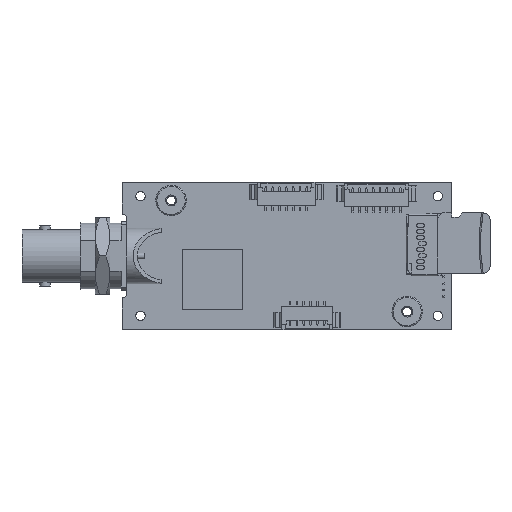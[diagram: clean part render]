
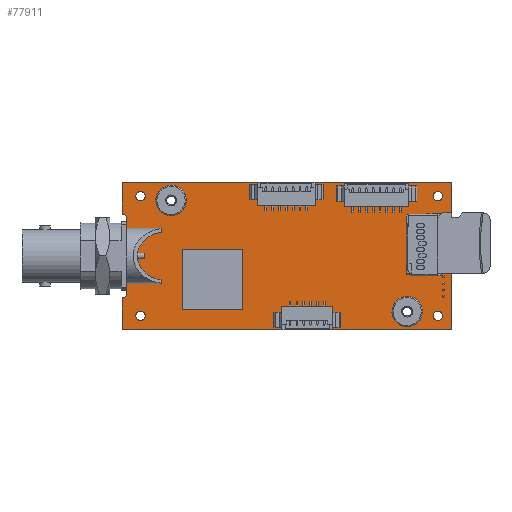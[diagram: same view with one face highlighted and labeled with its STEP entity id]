
A CAD part, front view. The second image highlights one B-rep face of the part: STEP entity #77911.
In plain terms, the highlighted planar face has unit normal (0, -1, 0).
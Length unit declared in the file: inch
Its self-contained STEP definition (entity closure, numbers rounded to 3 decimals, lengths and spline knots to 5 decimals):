
#17635 = AXIS2_PLACEMENT_3D ( 'NONE', #30575, #30578, #30580 ) ;
#17636 = AXIS2_PLACEMENT_3D ( 'NONE', #30586, #30589, #30590 ) ;
#17639 = AXIS2_PLACEMENT_3D ( 'NONE', #30596, #30598, #30600 ) ;
#17641 = AXIS2_PLACEMENT_3D ( 'NONE', #30605, #30608, #30611 ) ;
#17643 = AXIS2_PLACEMENT_3D ( 'NONE', #30617, #30619, #30621 ) ;
#17646 = AXIS2_PLACEMENT_3D ( 'NONE', #30628, #30629, #30632 ) ;
#17648 = AXIS2_PLACEMENT_3D ( 'NONE', #30639, #30641, #30644 ) ;
#17650 = AXIS2_PLACEMENT_3D ( 'NONE', #30649, #30652, #30654 ) ;
#17652 = AXIS2_PLACEMENT_3D ( 'NONE', #30688, #30691, #30693 ) ;
#28906 = LINE ( 'NONE', #30428, #28913 ) ;
#28910 = LINE ( 'NONE', #30648, #28967 ) ;
#28913 = VECTOR ( 'NONE', #30445, 39.37008 ) ;
#28940 = LINE ( 'NONE', #30625, #28963 ) ;
#28941 = LINE ( 'NONE', #30636, #28971 ) ;
#28948 = CIRCLE ( 'NONE', #17635, 0.01575 ) ;
#28950 = CIRCLE ( 'NONE', #17636, 0.09 ) ;
#28952 = CIRCLE ( 'NONE', #17639, 0.09 ) ;
#28954 = CIRCLE ( 'NONE', #17641, 0.03346 ) ;
#28956 = CIRCLE ( 'NONE', #17643, 0.03346 ) ;
#28958 = CIRCLE ( 'NONE', #17646, 0.03346 ) ;
#28960 = CIRCLE ( 'NONE', #17648, 0.03346 ) ;
#28962 = CIRCLE ( 'NONE', #17650, 0.03 ) ;
#28963 = VECTOR ( 'NONE', #30615, 39.37008 ) ;
#28965 = LINE ( 'NONE', #30657, #28974 ) ;
#28967 = VECTOR ( 'NONE', #30660, 39.37008 ) ;
#28969 = LINE ( 'NONE', #30663, #28976 ) ;
#28971 = VECTOR ( 'NONE', #30665, 39.37008 ) ;
#28973 = CIRCLE ( 'NONE', #17652, 0.03 ) ;
#28974 = VECTOR ( 'NONE', #30671, 39.37008 ) ;
#28976 = VECTOR ( 'NONE', #30676, 39.37008 ) ;
#30428 = CARTESIAN_POINT ( 'NONE',  ( 0., 0., 0. ) ) ;
#30445 = DIRECTION ( 'NONE',  ( 0., 0., 1. ) ) ;
#30575 = CARTESIAN_POINT ( 'NONE',  ( 2.24, 0., -0.53 ) ) ;
#30578 = DIRECTION ( 'NONE',  ( 0., 1., 0. ) ) ;
#30580 = DIRECTION ( 'NONE',  ( 0., 0., -1. ) ) ;
#30586 = CARTESIAN_POINT ( 'NONE',  ( 0.32, 0., -0.13 ) ) ;
#30589 = DIRECTION ( 'NONE',  ( 0., -1., 0. ) ) ;
#30590 = DIRECTION ( 'NONE',  ( 0., 0., -1. ) ) ;
#30596 = CARTESIAN_POINT ( 'NONE',  ( 2.02, 0., -0.93 ) ) ;
#30598 = DIRECTION ( 'NONE',  ( 0., -1., 0. ) ) ;
#30600 = DIRECTION ( 'NONE',  ( 0., 0., -1. ) ) ;
#30605 = CARTESIAN_POINT ( 'NONE',  ( 2.24, 0., -0.1 ) ) ;
#30608 = DIRECTION ( 'NONE',  ( 0., 1., 0. ) ) ;
#30611 = DIRECTION ( 'NONE',  ( 0., 0., -1. ) ) ;
#30615 = DIRECTION ( 'NONE',  ( 0., 0., 1. ) ) ;
#30617 = CARTESIAN_POINT ( 'NONE',  ( 0.1, 0., -0.1 ) ) ;
#30619 = DIRECTION ( 'NONE',  ( 0., 1., 0. ) ) ;
#30621 = DIRECTION ( 'NONE',  ( 0., 0., -1. ) ) ;
#30625 = CARTESIAN_POINT ( 'NONE',  ( -0.03, 0., -1.06 ) ) ;
#30628 = CARTESIAN_POINT ( 'NONE',  ( 0.1, 0., -0.96 ) ) ;
#30629 = DIRECTION ( 'NONE',  ( 0., 1., 0. ) ) ;
#30632 = DIRECTION ( 'NONE',  ( 0., 0., -1. ) ) ;
#30636 = CARTESIAN_POINT ( 'NONE',  ( 2.34, 0., 0. ) ) ;
#30639 = CARTESIAN_POINT ( 'NONE',  ( 2.24, 0., -0.96 ) ) ;
#30641 = DIRECTION ( 'NONE',  ( 0., 1., 0. ) ) ;
#30644 = DIRECTION ( 'NONE',  ( 0., 0., -1. ) ) ;
#30648 = CARTESIAN_POINT ( 'NONE',  ( 0., 0., -1.06 ) ) ;
#30649 = CARTESIAN_POINT ( 'NONE',  ( -0.03, 0., -0.8 ) ) ;
#30652 = DIRECTION ( 'NONE',  ( 0., -1., 0. ) ) ;
#30654 = DIRECTION ( 'NONE',  ( 0., 0., -1. ) ) ;
#30657 = CARTESIAN_POINT ( 'NONE',  ( 0., 0., 0. ) ) ;
#30660 = DIRECTION ( 'NONE',  ( -1., 0., 0. ) ) ;
#30663 = CARTESIAN_POINT ( 'NONE',  ( -0.03, 0., 0. ) ) ;
#30665 = DIRECTION ( 'NONE',  ( 0., 0., -1. ) ) ;
#30671 = DIRECTION ( 'NONE',  ( 1., 0., 0. ) ) ;
#30676 = DIRECTION ( 'NONE',  ( 0., 0., 1. ) ) ;
#30688 = CARTESIAN_POINT ( 'NONE',  ( -0.03, 0., -0.26 ) ) ;
#30691 = DIRECTION ( 'NONE',  ( 0., -1., 0. ) ) ;
#30693 = DIRECTION ( 'NONE',  ( 0., 0., -1. ) ) ;
#65284 = VERTEX_POINT ( 'NONE', #115703 ) ;
#65380 = VERTEX_POINT ( 'NONE', #115781 ) ;
#65572 = VERTEX_POINT ( 'NONE', #115938 ) ;
#66816 = VERTEX_POINT ( 'NONE', #121397 ) ;
#66838 = VERTEX_POINT ( 'NONE', #121420 ) ;
#66933 = VERTEX_POINT ( 'NONE', #121508 ) ;
#66941 = VERTEX_POINT ( 'NONE', #121516 ) ;
#66943 = VERTEX_POINT ( 'NONE', #121518 ) ;
#76508 = VERTEX_POINT ( 'NONE', #80561 ) ;
#76510 = VERTEX_POINT ( 'NONE', #80562 ) ;
#76514 = VERTEX_POINT ( 'NONE', #80564 ) ;
#76517 = VERTEX_POINT ( 'NONE', #80567 ) ;
#76520 = VERTEX_POINT ( 'NONE', #80568 ) ;
#76521 = VERTEX_POINT ( 'NONE', #80570 ) ;
#76524 = VERTEX_POINT ( 'NONE', #80572 ) ;
#77911 = ADVANCED_FACE ( 'NONE', ( #167016, #167020, #167017, #167019, #167018, #167021, #167022, #167023 ), #179307, .T. ) ;
#80561 = CARTESIAN_POINT ( 'NONE',  ( 2.24, 0., -0.54575 ) ) ;
#80562 = CARTESIAN_POINT ( 'NONE',  ( 0.32, 0., -0.22 ) ) ;
#80564 = CARTESIAN_POINT ( 'NONE',  ( 2.02, 0., -1.02 ) ) ;
#80567 = CARTESIAN_POINT ( 'NONE',  ( 2.24, 0., -0.13346 ) ) ;
#80568 = CARTESIAN_POINT ( 'NONE',  ( 0.1, 0., -0.13346 ) ) ;
#80570 = CARTESIAN_POINT ( 'NONE',  ( 0.1, 0., -0.99346 ) ) ;
#80572 = CARTESIAN_POINT ( 'NONE',  ( 2.24, 0., -0.99346 ) ) ;
#87199 = EDGE_LOOP ( 'NONE', ( #112641 ) ) ;
#87210 = EDGE_LOOP ( 'NONE', ( #112638 ) ) ;
#87222 = EDGE_LOOP ( 'NONE', ( #112644 ) ) ;
#87223 = EDGE_LOOP ( 'NONE', ( #112647 ) ) ;
#87224 = EDGE_LOOP ( 'NONE', ( #112650 ) ) ;
#87225 = EDGE_LOOP ( 'NONE', ( #112652 ) ) ;
#87226 = EDGE_LOOP ( 'NONE', ( #112654 ) ) ;
#87227 = EDGE_LOOP ( 'NONE', ( #112656, #112658, #112660, #112663, #112665, #112667, #112669, #112671 ) ) ;
#90817 = EDGE_CURVE ( 'NONE', #65284, #66816, #28906, .T. ) ;
#90849 = EDGE_CURVE ( 'NONE', #76508, #76508, #28948, .T. ) ;
#90851 = EDGE_CURVE ( 'NONE', #76510, #76510, #28950, .T. ) ;
#90853 = EDGE_CURVE ( 'NONE', #76514, #76514, #28952, .T. ) ;
#90855 = EDGE_CURVE ( 'NONE', #76517, #76517, #28954, .T. ) ;
#90857 = EDGE_CURVE ( 'NONE', #76520, #76520, #28956, .T. ) ;
#90860 = EDGE_CURVE ( 'NONE', #76521, #76521, #28958, .T. ) ;
#90862 = EDGE_CURVE ( 'NONE', #76524, #76524, #28960, .T. ) ;
#90864 = EDGE_CURVE ( 'NONE', #66933, #65284, #28962, .T. ) ;
#90866 = EDGE_CURVE ( 'NONE', #65380, #66933, #28940, .T. ) ;
#90868 = EDGE_CURVE ( 'NONE', #66943, #65380, #28910, .T. ) ;
#90870 = EDGE_CURVE ( 'NONE', #65572, #66943, #28941, .T. ) ;
#90872 = EDGE_CURVE ( 'NONE', #66838, #65572, #28965, .T. ) ;
#90875 = EDGE_CURVE ( 'NONE', #66941, #66838, #28969, .T. ) ;
#90877 = EDGE_CURVE ( 'NONE', #66816, #66941, #28973, .T. ) ;
#112638 = ORIENTED_EDGE ( 'NONE', *, *, #90849, .T. ) ;
#112641 = ORIENTED_EDGE ( 'NONE', *, *, #90851, .F. ) ;
#112644 = ORIENTED_EDGE ( 'NONE', *, *, #90853, .F. ) ;
#112647 = ORIENTED_EDGE ( 'NONE', *, *, #90855, .T. ) ;
#112650 = ORIENTED_EDGE ( 'NONE', *, *, #90857, .T. ) ;
#112652 = ORIENTED_EDGE ( 'NONE', *, *, #90860, .T. ) ;
#112654 = ORIENTED_EDGE ( 'NONE', *, *, #90862, .T. ) ;
#112656 = ORIENTED_EDGE ( 'NONE', *, *, #90817, .F. ) ;
#112658 = ORIENTED_EDGE ( 'NONE', *, *, #90864, .F. ) ;
#112660 = ORIENTED_EDGE ( 'NONE', *, *, #90866, .F. ) ;
#112663 = ORIENTED_EDGE ( 'NONE', *, *, #90868, .F. ) ;
#112665 = ORIENTED_EDGE ( 'NONE', *, *, #90870, .F. ) ;
#112667 = ORIENTED_EDGE ( 'NONE', *, *, #90872, .F. ) ;
#112669 = ORIENTED_EDGE ( 'NONE', *, *, #90875, .F. ) ;
#112671 = ORIENTED_EDGE ( 'NONE', *, *, #90877, .F. ) ;
#115703 = CARTESIAN_POINT ( 'NONE',  ( 0., 0., -0.8 ) ) ;
#115781 = CARTESIAN_POINT ( 'NONE',  ( -0.03, 0., -1.06 ) ) ;
#115938 = CARTESIAN_POINT ( 'NONE',  ( 2.34, 0., 0. ) ) ;
#121397 = CARTESIAN_POINT ( 'NONE',  ( 0., 0., -0.26 ) ) ;
#121420 = CARTESIAN_POINT ( 'NONE',  ( -0.03, 0., 0. ) ) ;
#121508 = CARTESIAN_POINT ( 'NONE',  ( -0.03, 0., -0.83 ) ) ;
#121516 = CARTESIAN_POINT ( 'NONE',  ( -0.03, 0., -0.23 ) ) ;
#121518 = CARTESIAN_POINT ( 'NONE',  ( 2.34, 0., -1.06 ) ) ;
#152780 = AXIS2_PLACEMENT_3D ( 'NONE', #179305, #179296, #179309 ) ;
#167016 = FACE_BOUND ( 'NONE', #87210, .T. ) ;
#167017 = FACE_BOUND ( 'NONE', #87222, .T. ) ;
#167018 = FACE_BOUND ( 'NONE', #87224, .T. ) ;
#167019 = FACE_BOUND ( 'NONE', #87223, .T. ) ;
#167020 = FACE_BOUND ( 'NONE', #87199, .T. ) ;
#167021 = FACE_BOUND ( 'NONE', #87225, .T. ) ;
#167022 = FACE_BOUND ( 'NONE', #87226, .T. ) ;
#167023 = FACE_OUTER_BOUND ( 'NONE', #87227, .T. ) ;
#179296 = DIRECTION ( 'NONE',  ( 0., -1., 0. ) ) ;
#179305 = CARTESIAN_POINT ( 'NONE',  ( 0., 0., 0. ) ) ;
#179307 = PLANE ( 'NONE',  #152780 ) ;
#179309 = DIRECTION ( 'NONE',  ( 0., 0., -1. ) ) ;
